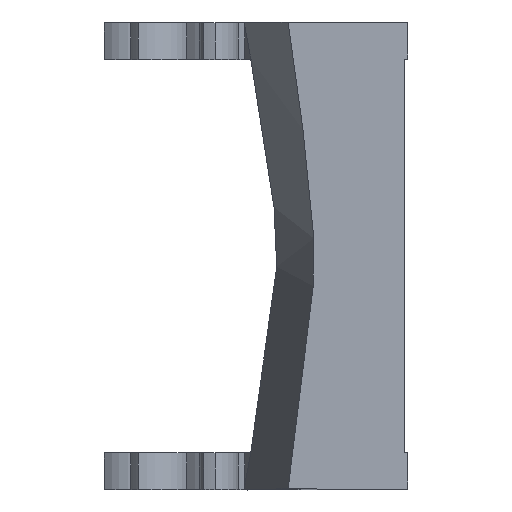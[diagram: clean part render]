
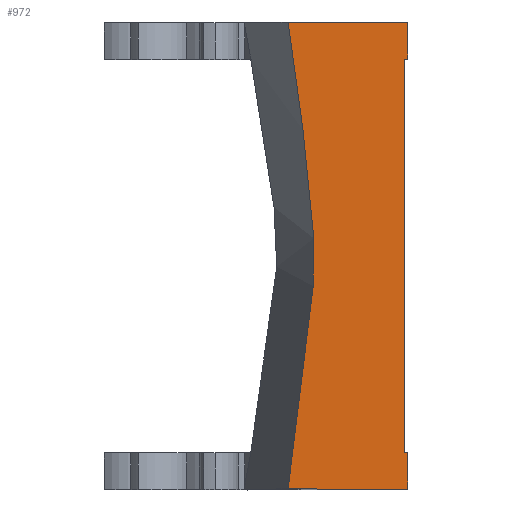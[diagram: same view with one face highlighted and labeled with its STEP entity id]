
A CAD part, top view. The second image highlights one B-rep face of the part: STEP entity #972.
In plain terms, the highlighted planar face has unit normal (0.758, 0, 0.652).
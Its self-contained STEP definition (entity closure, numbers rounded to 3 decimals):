
#149=LINE('',#1590,#213);
#150=LINE('',#1592,#214);
#151=LINE('',#1594,#215);
#152=LINE('',#1596,#216);
#153=LINE('',#1598,#217);
#154=LINE('',#1600,#218);
#155=LINE('',#1601,#219);
#213=VECTOR('',#1184,5.788);
#214=VECTOR('',#1185,10.);
#215=VECTOR('',#1186,10.);
#216=VECTOR('',#1187,10.);
#217=VECTOR('',#1188,10.);
#218=VECTOR('',#1189,10.);
#219=VECTOR('',#1190,5.788);
#277=PLANE('',#1040);
#289=FACE_OUTER_BOUND('',#343,.T.);
#343=EDGE_LOOP('',(#668,#669,#670,#671,#672,#673,#674,#675));
#401=B_SPLINE_CURVE_WITH_KNOTS('',3,(#1540,#1541,#1542,#1543,#1544,#1545,
#1546,#1547,#1548,#1549,#1550,#1551,#1552,#1553,#1554,#1555,#1556,#1557),
 .UNSPECIFIED.,.F.,.F.,(4,2,2,2,2,2,2,2,4),(0.,0.245,0.778,
1.092,1.542,1.938,2.279,2.499,
2.803),.UNSPECIFIED.);
#406=VERTEX_POINT('',#1538);
#407=VERTEX_POINT('',#1539);
#412=VERTEX_POINT('',#1589);
#413=VERTEX_POINT('',#1591);
#414=VERTEX_POINT('',#1593);
#415=VERTEX_POINT('',#1595);
#416=VERTEX_POINT('',#1597);
#417=VERTEX_POINT('',#1599);
#508=EDGE_CURVE('',#406,#407,#401,.F.);
#514=EDGE_CURVE('',#412,#407,#149,.T.);
#515=EDGE_CURVE('',#412,#413,#150,.T.);
#516=EDGE_CURVE('',#413,#414,#151,.T.);
#517=EDGE_CURVE('',#414,#415,#152,.T.);
#518=EDGE_CURVE('',#415,#416,#153,.T.);
#519=EDGE_CURVE('',#416,#417,#154,.T.);
#520=EDGE_CURVE('',#417,#406,#155,.T.);
#668=ORIENTED_EDGE('',*,*,#508,.T.);
#669=ORIENTED_EDGE('',*,*,#514,.F.);
#670=ORIENTED_EDGE('',*,*,#515,.T.);
#671=ORIENTED_EDGE('',*,*,#516,.T.);
#672=ORIENTED_EDGE('',*,*,#517,.T.);
#673=ORIENTED_EDGE('',*,*,#518,.T.);
#674=ORIENTED_EDGE('',*,*,#519,.T.);
#675=ORIENTED_EDGE('',*,*,#520,.T.);
#972=ADVANCED_FACE('',(#289),#277,.T.);
#1040=AXIS2_PLACEMENT_3D('',#1588,#1182,#1183);
#1182=DIRECTION('center_axis',(0.758,0.,0.652));
#1183=DIRECTION('ref_axis',(-0.652,0.,0.758));
#1184=DIRECTION('',(-0.652,0.,0.758));
#1185=DIRECTION('',(0.,1.,0.));
#1186=DIRECTION('',(-0.652,0.,0.758));
#1187=DIRECTION('',(0.,1.,0.));
#1188=DIRECTION('',(0.652,0.,-0.758));
#1189=DIRECTION('',(0.,1.,0.));
#1190=DIRECTION('',(-0.652,0.,0.758));
#1538=CARTESIAN_POINT('',(33.507,35.,46.791));
#1539=CARTESIAN_POINT('',(33.507,-3.,46.791));
#1540=CARTESIAN_POINT('Ctrl Pts',(33.507,-3.,46.791));
#1541=CARTESIAN_POINT('Ctrl Pts',(33.62,-2.201,46.66));
#1542=CARTESIAN_POINT('Ctrl Pts',(33.733,-1.403,46.528));
#1543=CARTESIAN_POINT('Ctrl Pts',(34.091,1.133,46.112));
#1544=CARTESIAN_POINT('Ctrl Pts',(34.482,3.909,45.656));
#1545=CARTESIAN_POINT('Ctrl Pts',(35.004,7.964,45.049));
#1546=CARTESIAN_POINT('Ctrl Pts',(35.222,9.748,44.795));
#1547=CARTESIAN_POINT('Ctrl Pts',(35.59,13.609,44.367));
#1548=CARTESIAN_POINT('Ctrl Pts',(35.663,15.342,44.282));
#1549=CARTESIAN_POINT('Ctrl Pts',(35.554,18.844,44.409));
#1550=CARTESIAN_POINT('Ctrl Pts',(35.397,20.59,44.592));
#1551=CARTESIAN_POINT('Ctrl Pts',(34.99,24.184,45.065));
#1552=CARTESIAN_POINT('Ctrl Pts',(34.746,26.059,45.349));
#1553=CARTESIAN_POINT('Ctrl Pts',(34.394,28.679,45.759));
#1554=CARTESIAN_POINT('Ctrl Pts',(34.248,29.734,45.929));
#1555=CARTESIAN_POINT('Ctrl Pts',(33.908,32.17,46.325));
#1556=CARTESIAN_POINT('Ctrl Pts',(33.707,33.585,46.558));
#1557=CARTESIAN_POINT('Ctrl Pts',(33.507,35.,46.791));
#1588=CARTESIAN_POINT('Origin',(50.702,35.,26.778));
#1589=CARTESIAN_POINT('',(43.238,-3.,35.465));
#1590=CARTESIAN_POINT('',(37.922,-3.,41.653));
#1591=CARTESIAN_POINT('',(43.238,0.,35.465));
#1592=CARTESIAN_POINT('',(43.238,17.5,35.465));
#1593=CARTESIAN_POINT('',(42.961,0.,35.788));
#1594=CARTESIAN_POINT('',(58.114,0.,18.152));
#1595=CARTESIAN_POINT('',(42.961,32.,35.788));
#1596=CARTESIAN_POINT('',(42.961,35.,35.788));
#1597=CARTESIAN_POINT('',(43.238,32.,35.465));
#1598=CARTESIAN_POINT('',(58.114,32.,18.152));
#1599=CARTESIAN_POINT('',(43.238,35.,35.465));
#1600=CARTESIAN_POINT('',(43.238,17.5,35.465));
#1601=CARTESIAN_POINT('',(37.922,35.,41.653));
